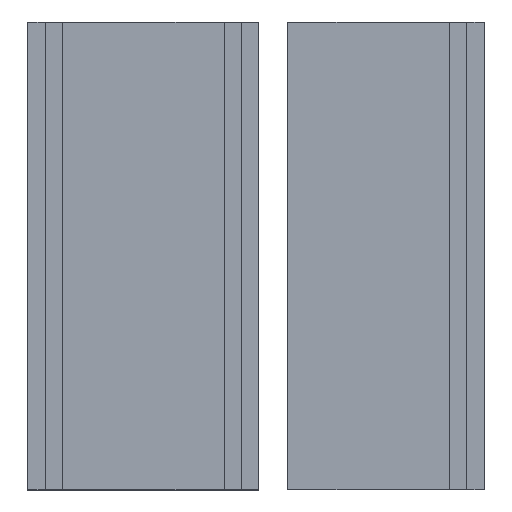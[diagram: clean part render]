
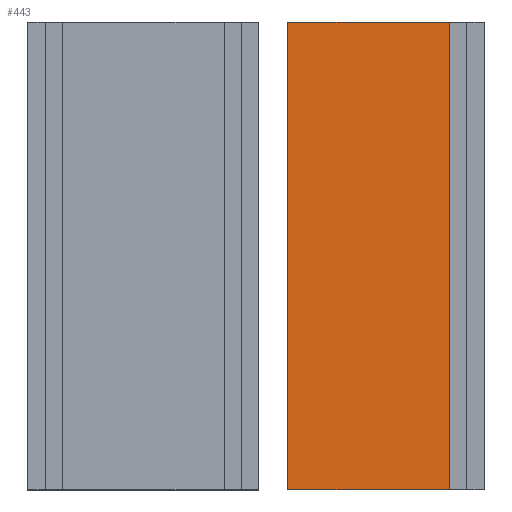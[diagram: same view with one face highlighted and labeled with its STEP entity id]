
A CAD part, top view. The second image highlights one B-rep face of the part: STEP entity #443.
In plain terms, the highlighted face is planar.
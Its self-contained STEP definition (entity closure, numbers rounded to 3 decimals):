
#31=FACE_OUTER_BOUND('',#55,.T.);
#55=EDGE_LOOP('',(#315,#316,#317,#318));
#75=LINE('',#640,#135);
#85=LINE('',#660,#145);
#90=LINE('',#670,#150);
#91=LINE('',#671,#151);
#135=VECTOR('',#523,10.);
#145=VECTOR('',#539,10.);
#150=VECTOR('',#546,10.);
#151=VECTOR('',#547,10.);
#195=VERTEX_POINT('',#638);
#196=VERTEX_POINT('',#639);
#203=VERTEX_POINT('',#659);
#207=VERTEX_POINT('',#669);
#235=EDGE_CURVE('',#195,#196,#75,.T.);
#245=EDGE_CURVE('',#203,#195,#85,.T.);
#250=EDGE_CURVE('',#207,#196,#90,.T.);
#251=EDGE_CURVE('',#207,#203,#91,.T.);
#315=ORIENTED_EDGE('',*,*,#235,.T.);
#316=ORIENTED_EDGE('',*,*,#250,.F.);
#317=ORIENTED_EDGE('',*,*,#251,.T.);
#318=ORIENTED_EDGE('',*,*,#245,.T.);
#419=PLANE('',#494);
#443=ADVANCED_FACE('',(#31),#419,.T.);
#494=AXIS2_PLACEMENT_3D('',#668,#544,#545);
#523=DIRECTION('',(0.,1.,0.));
#539=DIRECTION('',(0.,0.,-1.));
#544=DIRECTION('center_axis',(1.,0.,0.));
#545=DIRECTION('ref_axis',(0.,-1.,0.));
#546=DIRECTION('',(0.,0.,-1.));
#547=DIRECTION('',(0.,-1.,0.));
#638=CARTESIAN_POINT('',(-163.,-102.,-56.));
#639=CARTESIAN_POINT('',(-163.,60.,-56.));
#640=CARTESIAN_POINT('',(-163.,-21.,-56.));
#659=CARTESIAN_POINT('',(-163.,-102.,0.));
#660=CARTESIAN_POINT('',(-163.,-102.,0.));
#668=CARTESIAN_POINT('Origin',(-163.,60.,0.));
#669=CARTESIAN_POINT('',(-163.,60.,0.));
#670=CARTESIAN_POINT('',(-163.,60.,0.));
#671=CARTESIAN_POINT('',(-163.,19.5,0.));
